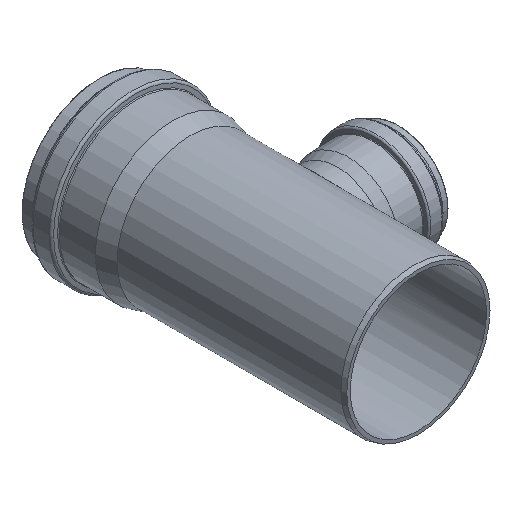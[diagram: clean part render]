
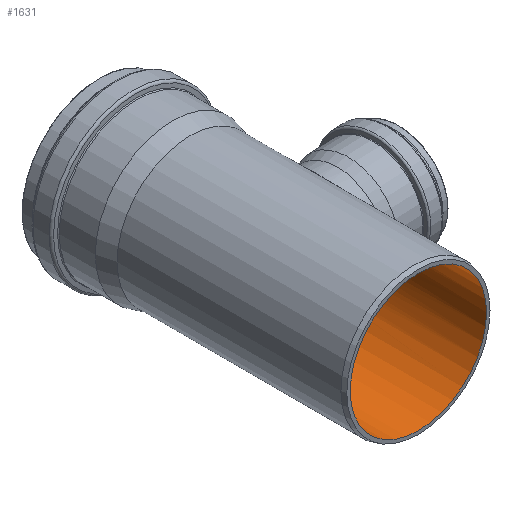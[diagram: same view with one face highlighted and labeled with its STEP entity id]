
A CAD part, isometric view. The second image highlights one B-rep face of the part: STEP entity #1631.
In plain terms, the highlighted cylindrical face has radius 117.15 mm (diameter 234.3 mm), a full revolution.
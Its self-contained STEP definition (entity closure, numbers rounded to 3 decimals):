
#53=FACE_BOUND('',#532,.T.);
#69=CYLINDRICAL_SURFACE('',#1908,117.15);
#103=LINE('',#3779,#141);
#141=VECTOR('',#2479,117.15);
#332=CIRCLE('',#1906,117.15);
#333=CIRCLE('',#1907,117.15);
#334=CIRCLE('',#1909,117.15);
#335=CIRCLE('',#1910,117.15);
#452=FACE_OUTER_BOUND('',#531,.T.);
#531=EDGE_LOOP('',(#1473,#1474,#1475,#1476,#1477,#1478));
#532=EDGE_LOOP('',(#1479,#1480));
#555=B_SPLINE_CURVE_WITH_KNOTS('',3,(#3293,#3294,#3295,#3296,#3297,#3298,
#3299,#3300,#3301,#3302,#3303,#3304,#3305,#3306,#3307,#3308,#3309,#3310,
#3311,#3312,#3313,#3314,#3315,#3316,#3317,#3318,#3319,#3320,#3321,#3322,
#3323,#3324,#3325,#3326,#3327,#3328,#3329,#3330,#3331,#3332,#3333,#3334,
#3335,#3336,#3337,#3338,#3339,#3340,#3341,#3342),.UNSPECIFIED.,.F.,.F.,
(4,2,2,2,2,2,2,2,2,2,2,2,2,2,2,2,2,2,2,2,2,2,2,2,4),(0.,1.453,
2.906,4.36,5.813,7.269,8.724,
10.18,11.636,13.091,14.547,16.003,
17.458,18.912,20.365,21.818,23.271,
24.76,26.249,27.739,29.228,30.685,
32.143,33.6,35.058),.UNSPECIFIED.);
#556=B_SPLINE_CURVE_WITH_KNOTS('',3,(#3348,#3349,#3350,#3351,#3352,#3353,
#3354,#3355,#3356,#3357,#3358,#3359,#3360,#3361,#3362,#3363,#3364,#3365),
 .UNSPECIFIED.,.F.,.F.,(4,2,2,2,2,2,2,2,4),(35.058,36.516,
37.973,39.431,40.889,42.378,43.867,
45.356,46.845),.UNSPECIFIED.);
#570=VERTEX_POINT('',#3291);
#571=VERTEX_POINT('',#3292);
#724=VERTEX_POINT('',#3773);
#725=VERTEX_POINT('',#3774);
#726=VERTEX_POINT('',#3778);
#727=VERTEX_POINT('',#3780);
#776=EDGE_CURVE('',#570,#571,#555,.T.);
#780=EDGE_CURVE('',#571,#570,#556,.T.);
#982=EDGE_CURVE('',#724,#725,#332,.T.);
#983=EDGE_CURVE('',#725,#724,#333,.T.);
#984=EDGE_CURVE('',#725,#726,#103,.T.);
#985=EDGE_CURVE('',#727,#726,#334,.T.);
#986=EDGE_CURVE('',#726,#727,#335,.T.);
#1473=ORIENTED_EDGE('',*,*,#982,.T.);
#1474=ORIENTED_EDGE('',*,*,#984,.T.);
#1475=ORIENTED_EDGE('',*,*,#985,.F.);
#1476=ORIENTED_EDGE('',*,*,#986,.F.);
#1477=ORIENTED_EDGE('',*,*,#984,.F.);
#1478=ORIENTED_EDGE('',*,*,#983,.T.);
#1479=ORIENTED_EDGE('',*,*,#776,.F.);
#1480=ORIENTED_EDGE('',*,*,#780,.F.);
#1631=ADVANCED_FACE('',(#452,#53),#69,.F.);
#1906=AXIS2_PLACEMENT_3D('',#3775,#2473,#2474);
#1907=AXIS2_PLACEMENT_3D('',#3776,#2475,#2476);
#1908=AXIS2_PLACEMENT_3D('',#3777,#2477,#2478);
#1909=AXIS2_PLACEMENT_3D('',#3781,#2480,#2481);
#1910=AXIS2_PLACEMENT_3D('',#3782,#2482,#2483);
#2473=DIRECTION('center_axis',(0.,-1.,0.));
#2474=DIRECTION('ref_axis',(1.,0.,0.));
#2475=DIRECTION('center_axis',(0.,-1.,0.));
#2476=DIRECTION('ref_axis',(1.,0.,0.));
#2477=DIRECTION('center_axis',(0.,-1.,0.));
#2478=DIRECTION('ref_axis',(1.,0.,0.));
#2479=DIRECTION('',(0.,1.,0.));
#2480=DIRECTION('center_axis',(0.,-1.,0.));
#2481=DIRECTION('ref_axis',(1.,0.,0.));
#2482=DIRECTION('center_axis',(0.,-1.,0.));
#2483=DIRECTION('ref_axis',(1.,0.,0.));
#3291=CARTESIAN_POINT('',(90.078,265.933,-74.9));
#3292=CARTESIAN_POINT('',(117.15,342.086,0.));
#3293=CARTESIAN_POINT('Ctrl Pts',(90.078,265.933,-74.9));
#3294=CARTESIAN_POINT('Ctrl Pts',(90.078,261.089,-74.9));
#3295=CARTESIAN_POINT('Ctrl Pts',(90.481,256.153,-74.424));
#3296=CARTESIAN_POINT('Ctrl Pts',(92.047,246.464,-72.478));
#3297=CARTESIAN_POINT('Ctrl Pts',(93.206,241.71,-71.009));
#3298=CARTESIAN_POINT('Ctrl Pts',(96.,232.681,-67.184));
#3299=CARTESIAN_POINT('Ctrl Pts',(97.632,228.396,-64.825));
#3300=CARTESIAN_POINT('Ctrl Pts',(101.017,220.501,-59.412));
#3301=CARTESIAN_POINT('Ctrl Pts',(102.768,216.892,-56.358));
#3302=CARTESIAN_POINT('Ctrl Pts',(106.072,210.497,-49.862));
#3303=CARTESIAN_POINT('Ctrl Pts',(107.751,207.476,-46.179));
#3304=CARTESIAN_POINT('Ctrl Pts',(110.862,202.114,-38.11));
#3305=CARTESIAN_POINT('Ctrl Pts',(112.292,199.773,-33.723));
#3306=CARTESIAN_POINT('Ctrl Pts',(114.658,195.982,-24.5));
#3307=CARTESIAN_POINT('Ctrl Pts',(115.596,194.529,-19.655));
#3308=CARTESIAN_POINT('Ctrl Pts',(116.842,192.61,-9.831));
#3309=CARTESIAN_POINT('Ctrl Pts',(117.15,192.144,-4.852));
#3310=CARTESIAN_POINT('Ctrl Pts',(117.15,192.144,4.852));
#3311=CARTESIAN_POINT('Ctrl Pts',(116.842,192.61,9.831));
#3312=CARTESIAN_POINT('Ctrl Pts',(115.596,194.529,19.655));
#3313=CARTESIAN_POINT('Ctrl Pts',(114.658,195.982,24.5));
#3314=CARTESIAN_POINT('Ctrl Pts',(112.292,199.773,33.723));
#3315=CARTESIAN_POINT('Ctrl Pts',(110.862,202.114,38.11));
#3316=CARTESIAN_POINT('Ctrl Pts',(107.751,207.476,46.179));
#3317=CARTESIAN_POINT('Ctrl Pts',(106.072,210.497,49.862));
#3318=CARTESIAN_POINT('Ctrl Pts',(102.768,216.892,56.358));
#3319=CARTESIAN_POINT('Ctrl Pts',(101.017,220.501,59.412));
#3320=CARTESIAN_POINT('Ctrl Pts',(97.632,228.396,64.825));
#3321=CARTESIAN_POINT('Ctrl Pts',(96.,232.681,67.184));
#3322=CARTESIAN_POINT('Ctrl Pts',(93.206,241.71,71.009));
#3323=CARTESIAN_POINT('Ctrl Pts',(92.047,246.464,72.478));
#3324=CARTESIAN_POINT('Ctrl Pts',(90.481,256.153,74.424));
#3325=CARTESIAN_POINT('Ctrl Pts',(90.078,261.089,74.9));
#3326=CARTESIAN_POINT('Ctrl Pts',(90.078,270.897,74.9));
#3327=CARTESIAN_POINT('Ctrl Pts',(90.5,275.948,74.401));
#3328=CARTESIAN_POINT('Ctrl Pts',(92.108,285.876,72.4));
#3329=CARTESIAN_POINT('Ctrl Pts',(93.291,290.755,70.9));
#3330=CARTESIAN_POINT('Ctrl Pts',(96.119,300.049,67.015));
#3331=CARTESIAN_POINT('Ctrl Pts',(97.764,304.474,64.628));
#3332=CARTESIAN_POINT('Ctrl Pts',(101.167,312.654,59.159));
#3333=CARTESIAN_POINT('Ctrl Pts',(102.923,316.41,56.076));
#3334=CARTESIAN_POINT('Ctrl Pts',(106.201,323.011,49.583));
#3335=CARTESIAN_POINT('Ctrl Pts',(107.85,326.116,45.943));
#3336=CARTESIAN_POINT('Ctrl Pts',(110.914,331.655,37.955));
#3337=CARTESIAN_POINT('Ctrl Pts',(112.325,334.089,33.607));
#3338=CARTESIAN_POINT('Ctrl Pts',(114.668,338.046,24.448));
#3339=CARTESIAN_POINT('Ctrl Pts',(115.6,339.571,19.627));
#3340=CARTESIAN_POINT('Ctrl Pts',(116.841,341.592,9.833));
#3341=CARTESIAN_POINT('Ctrl Pts',(117.15,342.086,4.859));
#3342=CARTESIAN_POINT('Ctrl Pts',(117.15,342.086,0.));
#3348=CARTESIAN_POINT('Ctrl Pts',(117.15,342.086,0.));
#3349=CARTESIAN_POINT('Ctrl Pts',(117.15,342.086,-4.859));
#3350=CARTESIAN_POINT('Ctrl Pts',(116.841,341.592,-9.833));
#3351=CARTESIAN_POINT('Ctrl Pts',(115.6,339.571,-19.627));
#3352=CARTESIAN_POINT('Ctrl Pts',(114.668,338.046,-24.448));
#3353=CARTESIAN_POINT('Ctrl Pts',(112.325,334.089,-33.607));
#3354=CARTESIAN_POINT('Ctrl Pts',(110.914,331.655,-37.955));
#3355=CARTESIAN_POINT('Ctrl Pts',(107.85,326.116,-45.943));
#3356=CARTESIAN_POINT('Ctrl Pts',(106.201,323.011,-49.583));
#3357=CARTESIAN_POINT('Ctrl Pts',(102.923,316.41,-56.076));
#3358=CARTESIAN_POINT('Ctrl Pts',(101.167,312.654,-59.159));
#3359=CARTESIAN_POINT('Ctrl Pts',(97.764,304.474,-64.628));
#3360=CARTESIAN_POINT('Ctrl Pts',(96.119,300.049,-67.015));
#3361=CARTESIAN_POINT('Ctrl Pts',(93.291,290.755,-70.9));
#3362=CARTESIAN_POINT('Ctrl Pts',(92.108,285.876,-72.4));
#3363=CARTESIAN_POINT('Ctrl Pts',(90.5,275.948,-74.401));
#3364=CARTESIAN_POINT('Ctrl Pts',(90.078,270.897,-74.9));
#3365=CARTESIAN_POINT('Ctrl Pts',(90.078,265.933,-74.9));
#3773=CARTESIAN_POINT('',(117.15,0.,0.));
#3774=CARTESIAN_POINT('',(-117.15,0.,0.));
#3775=CARTESIAN_POINT('Origin',(0.,0.,0.));
#3776=CARTESIAN_POINT('Origin',(0.,0.,0.));
#3777=CARTESIAN_POINT('Origin',(0.,195.266,0.));
#3778=CARTESIAN_POINT('',(-117.15,390.531,0.));
#3779=CARTESIAN_POINT('',(-117.15,195.266,0.));
#3780=CARTESIAN_POINT('',(117.15,390.531,0.));
#3781=CARTESIAN_POINT('Origin',(0.,390.531,0.));
#3782=CARTESIAN_POINT('Origin',(0.,390.531,0.));
